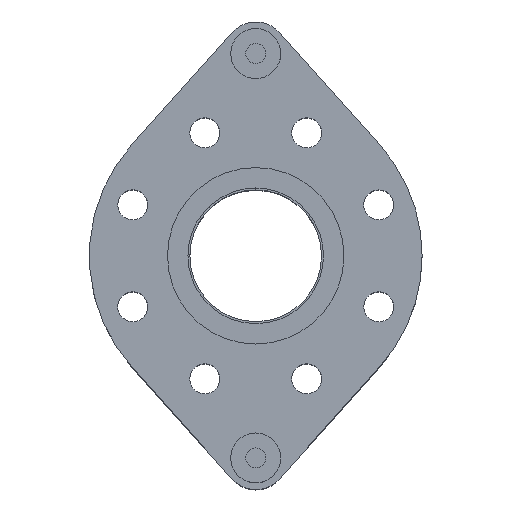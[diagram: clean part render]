
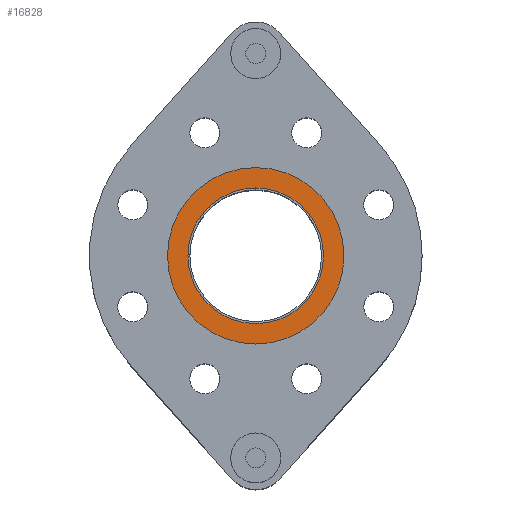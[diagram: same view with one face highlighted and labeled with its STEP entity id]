
A CAD part, top view. The second image highlights one B-rep face of the part: STEP entity #16828.
In plain terms, the highlighted planar face has unit normal (0, 0, 1).
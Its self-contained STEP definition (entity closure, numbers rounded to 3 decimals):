
#869 = EDGE_LOOP ( 'NONE', ( #30991, #5173 ) ) ;
#1396 = AXIS2_PLACEMENT_3D ( 'NONE', #9105, #6693, #16533 ) ;
#1589 = EDGE_CURVE ( 'NONE', #12554, #23902, #31360, .T. ) ;
#2347 = EDGE_CURVE ( 'NONE', #19081, #26232, #26700, .T. ) ;
#3874 = DIRECTION ( 'NONE',  ( 1., 0., 0. ) ) ;
#4094 = FACE_OUTER_BOUND ( 'NONE', #17021, .T. ) ;
#4152 = DIRECTION ( 'NONE',  ( 0., 0., 1. ) ) ;
#4157 = DIRECTION ( 'NONE',  ( 0., 0., 1. ) ) ;
#5173 = ORIENTED_EDGE ( 'NONE', *, *, #1589, .F. ) ;
#6075 = CARTESIAN_POINT ( 'NONE',  ( 40.75, 0., 1.2 ) ) ;
#6627 = AXIS2_PLACEMENT_3D ( 'NONE', #26284, #4157, #21752 ) ;
#6693 = DIRECTION ( 'NONE',  ( 0., 0., 1. ) ) ;
#8852 = DIRECTION ( 'NONE',  ( 1., 0., 0. ) ) ;
#9105 = CARTESIAN_POINT ( 'NONE',  ( 0., 0., 1.2 ) ) ;
#11518 = PLANE ( 'NONE',  #1396 ) ;
#12554 = VERTEX_POINT ( 'NONE', #20211 ) ;
#14049 = CARTESIAN_POINT ( 'NONE',  ( 0., 0., 1.2 ) ) ;
#16533 = DIRECTION ( 'NONE',  ( 1., 0., 0. ) ) ;
#16828 = ADVANCED_FACE ( 'NONE', ( #4094, #31394 ), #11518, .T. ) ;
#17021 = EDGE_LOOP ( 'NONE', ( #29150, #31782 ) ) ;
#17676 = CIRCLE ( 'NONE', #23335, 53. ) ;
#18304 = CIRCLE ( 'NONE', #28606, 40.75 ) ;
#19056 = DIRECTION ( 'NONE',  ( 0., 0., 1. ) ) ;
#19081 = VERTEX_POINT ( 'NONE', #21899 ) ;
#19674 = EDGE_CURVE ( 'NONE', #26232, #19081, #17676, .T. ) ;
#20211 = CARTESIAN_POINT ( 'NONE',  ( -40.75, 0., 1.2 ) ) ;
#20340 = CARTESIAN_POINT ( 'NONE',  ( 53., 0., 1.2 ) ) ;
#21752 = DIRECTION ( 'NONE',  ( 1., 0., 0. ) ) ;
#21899 = CARTESIAN_POINT ( 'NONE',  ( -53., 0., 1.2 ) ) ;
#23335 = AXIS2_PLACEMENT_3D ( 'NONE', #14049, #19056, #3874 ) ;
#23544 = CARTESIAN_POINT ( 'NONE',  ( 0., 0., 1.2 ) ) ;
#23902 = VERTEX_POINT ( 'NONE', #6075 ) ;
#25694 = EDGE_CURVE ( 'NONE', #23902, #12554, #18304, .T. ) ;
#26232 = VERTEX_POINT ( 'NONE', #20340 ) ;
#26277 = CARTESIAN_POINT ( 'NONE',  ( 0., 0., 1.2 ) ) ;
#26284 = CARTESIAN_POINT ( 'NONE',  ( 0., 0., 1.2 ) ) ;
#26700 = CIRCLE ( 'NONE', #6627, 53. ) ;
#27217 = AXIS2_PLACEMENT_3D ( 'NONE', #26277, #4152, #31286 ) ;
#28606 = AXIS2_PLACEMENT_3D ( 'NONE', #23544, #28699, #8852 ) ;
#28699 = DIRECTION ( 'NONE',  ( 0., 0., 1. ) ) ;
#29150 = ORIENTED_EDGE ( 'NONE', *, *, #2347, .T. ) ;
#30991 = ORIENTED_EDGE ( 'NONE', *, *, #25694, .F. ) ;
#31286 = DIRECTION ( 'NONE',  ( 1., 0., 0. ) ) ;
#31360 = CIRCLE ( 'NONE', #27217, 40.75 ) ;
#31394 = FACE_BOUND ( 'NONE', #869, .T. ) ;
#31782 = ORIENTED_EDGE ( 'NONE', *, *, #19674, .T. ) ;
